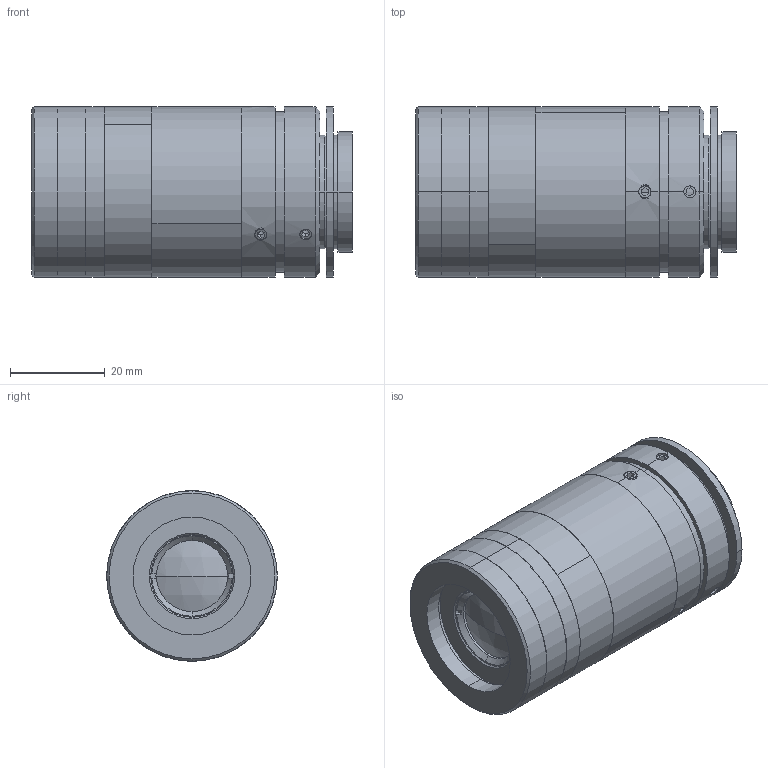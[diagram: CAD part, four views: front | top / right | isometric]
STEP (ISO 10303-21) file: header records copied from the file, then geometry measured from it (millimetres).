
FILE_DESCRIPTION (( 'STEP AP203' ), '1' );
FILE_NAME ('XF-MH065X81-1.1C.STEP', '2024-08-08T02:17:39', ( '' ), ( '' ), 'SwSTEP 2.0', 'SolidWorks 2022', '' );
FILE_SCHEMA (( 'CONFIG_CONTROL_DESIGN' ));
Length unit declared in the file: millimetre
Products named in the file (1): XF-MH065X81-1.1C
Bounding box: 67.68 x 36 x 36 mm (x, y, z)
Surface area: 13328.3 mm2 (no closed solid volume)
Topology: 0 solids, 20 shells, 138 faces, 378 edges, 253 vertices
Faces by surface type: plane 70, cylinder 42, cone 24, sphere 2
Entity records: 4692 total; most frequent: CARTESIAN_POINT 1116, DIRECTION 778, ORIENTED_EDGE 610, EDGE_CURVE 370, AXIS2_PLACEMENT_3D 291, VERTEX_POINT 253, LINE 196, VECTOR 196
